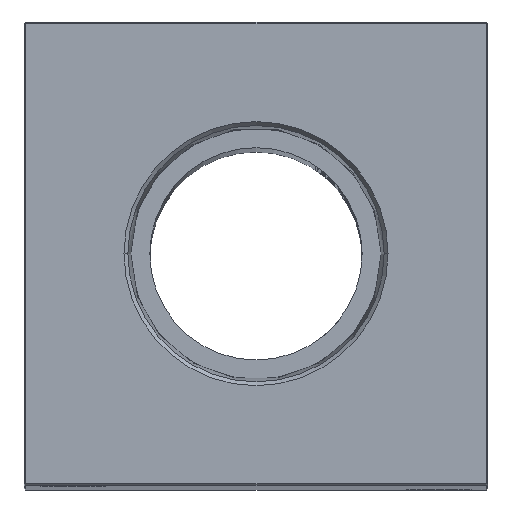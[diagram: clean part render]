
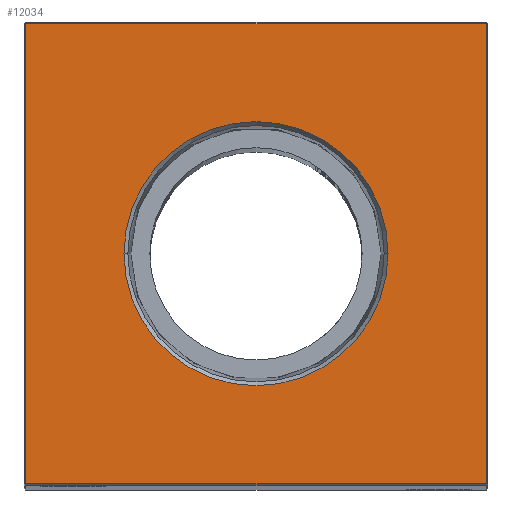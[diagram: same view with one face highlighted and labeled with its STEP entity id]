
A CAD part, top view. The second image highlights one B-rep face of the part: STEP entity #12034.
In plain terms, the highlighted planar face has unit normal (0, 0, 1).
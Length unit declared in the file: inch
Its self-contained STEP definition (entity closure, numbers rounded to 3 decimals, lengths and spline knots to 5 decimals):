
#534 = LINE ( 'NONE', #11013, #33269 ) ;
#2059 = ORIENTED_EDGE ( 'NONE', *, *, #4457, .T. ) ;
#2836 = DIRECTION ( 'NONE',  ( -1., 0., 0. ) ) ;
#3145 = DIRECTION ( 'NONE',  ( 0., 0., 1. ) ) ;
#3413 = FACE_BOUND ( 'NONE', #6875, .T. ) ;
#3469 = EDGE_CURVE ( 'NONE', #7537, #3704, #15895, .T. ) ;
#3704 = VERTEX_POINT ( 'NONE', #28441 ) ;
#3771 = DIRECTION ( 'NONE',  ( -1., 0., 0. ) ) ;
#4124 = ORIENTED_EDGE ( 'NONE', *, *, #4843, .T. ) ;
#4457 = EDGE_CURVE ( 'NONE', #16867, #7537, #8358, .T. ) ;
#4843 = EDGE_CURVE ( 'NONE', #33776, #16867, #11826, .T. ) ;
#5390 = CIRCLE ( 'NONE', #24647, 0.85498 ) ;
#5988 = EDGE_CURVE ( 'NONE', #3704, #33776, #534, .T. ) ;
#6359 = CARTESIAN_POINT ( 'NONE',  ( 0., 0., 17.5 ) ) ;
#6424 = EDGE_CURVE ( 'NONE', #9737, #16626, #5390, .T. ) ;
#6875 = EDGE_LOOP ( 'NONE', ( #12639, #21903 ) ) ;
#7537 = VERTEX_POINT ( 'NONE', #28021 ) ;
#8358 = LINE ( 'NONE', #18889, #23129 ) ;
#8565 = ORIENTED_EDGE ( 'NONE', *, *, #5988, .T. ) ;
#9737 = VERTEX_POINT ( 'NONE', #32705 ) ;
#11013 = CARTESIAN_POINT ( 'NONE',  ( -1.49, 0., 17.5 ) ) ;
#11826 = LINE ( 'NONE', #22395, #17607 ) ;
#12034 = ADVANCED_FACE ( 'NONE', ( #26981, #3413 ), #13889, .F. ) ;
#12639 = ORIENTED_EDGE ( 'NONE', *, *, #6424, .F. ) ;
#13286 = CARTESIAN_POINT ( 'NONE',  ( -0.85498, 0., 17.5 ) ) ;
#13612 = DIRECTION ( 'NONE',  ( 1., 0., 0. ) ) ;
#13889 = PLANE ( 'NONE',  #33520 ) ;
#15021 = AXIS2_PLACEMENT_3D ( 'NONE', #26729, #3145, #13612 ) ;
#15895 = LINE ( 'NONE', #26428, #32455 ) ;
#16626 = VERTEX_POINT ( 'NONE', #13286 ) ;
#16842 = CARTESIAN_POINT ( 'NONE',  ( 0., 0., 17.5 ) ) ;
#16847 = DIRECTION ( 'NONE',  ( 0., 0., 1. ) ) ;
#16867 = VERTEX_POINT ( 'NONE', #20878 ) ;
#17607 = VECTOR ( 'NONE', #32754, 39.37008 ) ;
#17903 = EDGE_CURVE ( 'NONE', #16626, #9737, #29840, .T. ) ;
#18889 = CARTESIAN_POINT ( 'NONE',  ( 1.49, 0., 17.5 ) ) ;
#20878 = CARTESIAN_POINT ( 'NONE',  ( 1.49, -1.49, 17.5 ) ) ;
#21560 = DIRECTION ( 'NONE',  ( 0., -1., 0. ) ) ;
#21903 = ORIENTED_EDGE ( 'NONE', *, *, #17903, .F. ) ;
#22395 = CARTESIAN_POINT ( 'NONE',  ( 0., -1.49, 17.5 ) ) ;
#23129 = VECTOR ( 'NONE', #29782, 39.37008 ) ;
#24263 = CARTESIAN_POINT ( 'NONE',  ( -1.49, -1.49, 17.5 ) ) ;
#24647 = AXIS2_PLACEMENT_3D ( 'NONE', #6359, #16847, #27354 ) ;
#26428 = CARTESIAN_POINT ( 'NONE',  ( 0., 1.49, 17.5 ) ) ;
#26729 = CARTESIAN_POINT ( 'NONE',  ( 0., 0., 17.5 ) ) ;
#26981 = FACE_OUTER_BOUND ( 'NONE', #30744, .T. ) ;
#27349 = DIRECTION ( 'NONE',  ( 0., 0., -1. ) ) ;
#27354 = DIRECTION ( 'NONE',  ( 1., 0., 0. ) ) ;
#28021 = CARTESIAN_POINT ( 'NONE',  ( 1.49, 1.49, 17.5 ) ) ;
#28441 = CARTESIAN_POINT ( 'NONE',  ( -1.49, 1.49, 17.5 ) ) ;
#29782 = DIRECTION ( 'NONE',  ( 0., 1., 0. ) ) ;
#29840 = CIRCLE ( 'NONE', #15021, 0.85498 ) ;
#30072 = ORIENTED_EDGE ( 'NONE', *, *, #3469, .T. ) ;
#30744 = EDGE_LOOP ( 'NONE', ( #8565, #4124, #2059, #30072 ) ) ;
#32455 = VECTOR ( 'NONE', #2836, 39.37008 ) ;
#32705 = CARTESIAN_POINT ( 'NONE',  ( 0.85498, 0., 17.5 ) ) ;
#32754 = DIRECTION ( 'NONE',  ( 1., 0., 0. ) ) ;
#33269 = VECTOR ( 'NONE', #21560, 39.37008 ) ;
#33520 = AXIS2_PLACEMENT_3D ( 'NONE', #16842, #27349, #3771 ) ;
#33776 = VERTEX_POINT ( 'NONE', #24263 ) ;
